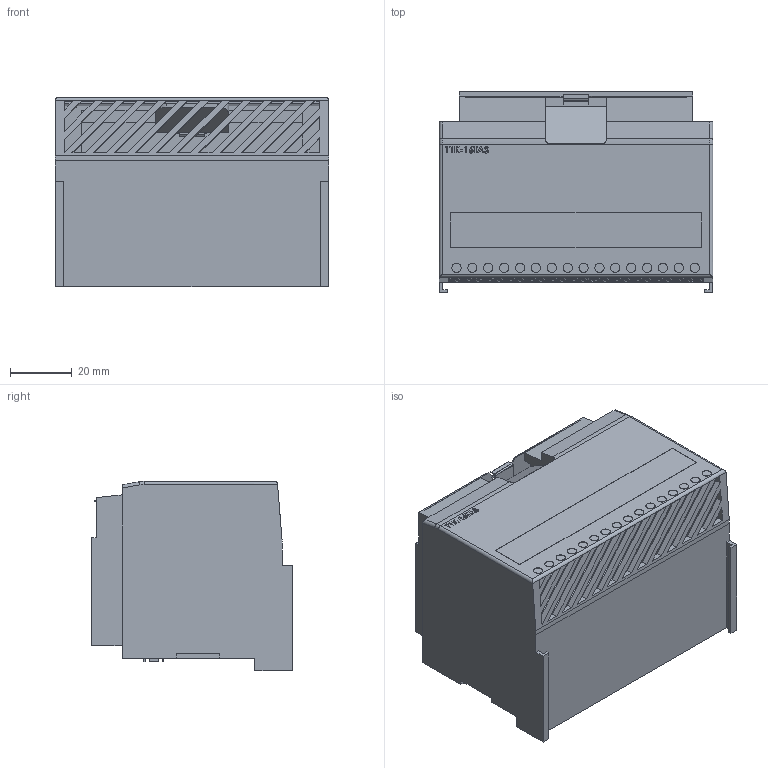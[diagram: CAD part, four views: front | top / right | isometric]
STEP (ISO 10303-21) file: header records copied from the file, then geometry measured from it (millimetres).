
FILE_DESCRIPTION (( 'STEP AP214' ), '1' );
FILE_NAME ('T1K-16TAS.STEP', '2013-11-18T13:46:18', ( '' ), ( '' ), 'SwSTEP 2.0', 'SolidWorks 2013', '' );
FILE_SCHEMA (( 'AUTOMOTIVE_DESIGN' ));
Length unit declared in the file: millimetre
Products named in the file (1): T1K-16TAS
Bounding box: 88.7 x 65.1 x 61.36 mm (x, y, z)
Volume: 45450.2 mm3; surface area: 54522.5 mm2
Topology: 1 solids, 1 shells, 647 faces, 1674 edges, 1087 vertices
Faces by surface type: plane 442, cylinder 181, bspline 22, torus 2
Entity records: 27839 total; most frequent: CARTESIAN_POINT 4629, ORIENTED_EDGE 3348, DIRECTION 3216, EDGE_CURVE 1674, VECTOR 1260, LINE 1260, VERTEX_POINT 1087, AXIS2_PLACEMENT_3D 978
